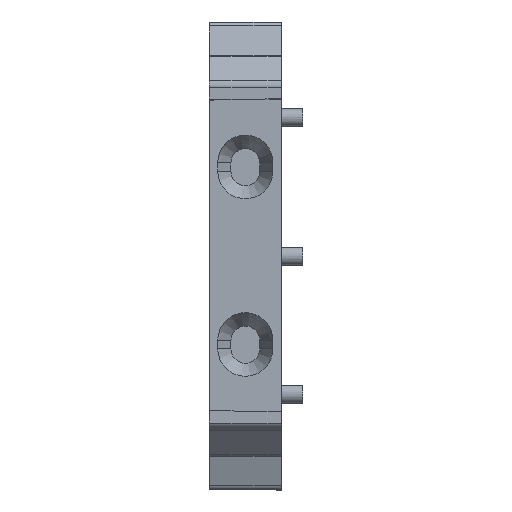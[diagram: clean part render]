
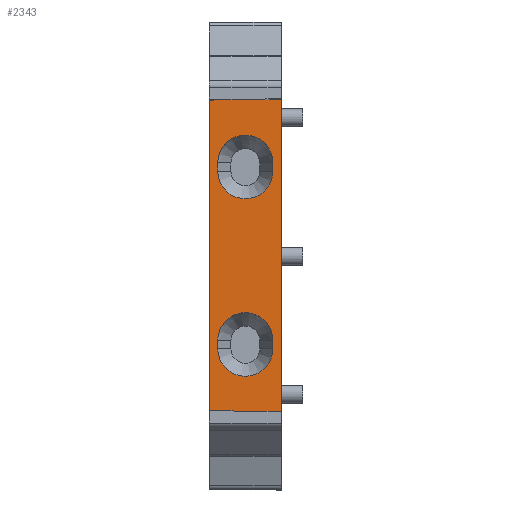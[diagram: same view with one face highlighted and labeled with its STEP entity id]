
A CAD part, top view. The second image highlights one B-rep face of the part: STEP entity #2343.
In plain terms, the highlighted planar face has unit normal (0, 0, 1).
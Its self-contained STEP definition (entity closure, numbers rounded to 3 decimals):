
#2216=AXIS2_PLACEMENT_3D('Plane Axis2P3D',#2213,#2214,#2215) ;
#2245=AXIS2_PLACEMENT_3D('Circle Axis2P3D',#2243,#2244,$) ;
#2261=AXIS2_PLACEMENT_3D('Circle Axis2P3D',#2259,#2260,$) ;
#2268=AXIS2_PLACEMENT_3D('Circle Axis2P3D',#2266,#2267,$) ;
#2282=AXIS2_PLACEMENT_3D('Circle Axis2P3D',#2280,#2281,$) ;
#2295=AXIS2_PLACEMENT_3D('Circle Axis2P3D',#2293,#2294,$) ;
#2304=AXIS2_PLACEMENT_3D('Circle Axis2P3D',#2302,#2303,$) ;
#2318=AXIS2_PLACEMENT_3D('Circle Axis2P3D',#2316,#2317,$) ;
#2325=AXIS2_PLACEMENT_3D('Circle Axis2P3D',#2323,#2324,$) ;
#2121=CARTESIAN_POINT('Vertex',(6.,32.526,44.4)) ;
#2189=CARTESIAN_POINT('Vertex',(0.,32.474,44.4)) ;
#2192=CARTESIAN_POINT('Line Origine',(3.,32.5,44.4)) ;
#2213=CARTESIAN_POINT('Axis2P3D Location',(6.,6.474,44.4)) ;
#2218=CARTESIAN_POINT('Line Origine',(0.,19.5,44.4)) ;
#2222=CARTESIAN_POINT('Vertex',(0.,6.526,44.4)) ;
#2225=CARTESIAN_POINT('Line Origine',(3.,6.5,44.4)) ;
#2229=CARTESIAN_POINT('Vertex',(6.,6.474,44.4)) ;
#2232=CARTESIAN_POINT('Line Origine',(6.,19.5,44.4)) ;
#2243=CARTESIAN_POINT('Axis2P3D Location',(3.,11.75,44.4)) ;
#2247=CARTESIAN_POINT('Vertex',(3.,9.45,44.4)) ;
#2249=CARTESIAN_POINT('Vertex',(0.7,11.75,44.4)) ;
#2252=CARTESIAN_POINT('Line Origine',(0.7,12.1,44.4)) ;
#2256=CARTESIAN_POINT('Vertex',(0.7,12.45,44.4)) ;
#2259=CARTESIAN_POINT('Axis2P3D Location',(3.,12.45,44.4)) ;
#2263=CARTESIAN_POINT('Vertex',(3.,14.75,44.4)) ;
#2266=CARTESIAN_POINT('Axis2P3D Location',(3.,12.45,44.4)) ;
#2270=CARTESIAN_POINT('Vertex',(5.3,12.45,44.4)) ;
#2273=CARTESIAN_POINT('Line Origine',(5.3,12.1,44.4)) ;
#2277=CARTESIAN_POINT('Vertex',(5.3,11.75,44.4)) ;
#2280=CARTESIAN_POINT('Axis2P3D Location',(3.,11.75,44.4)) ;
#2293=CARTESIAN_POINT('Axis2P3D Location',(3.,26.55,44.4)) ;
#2297=CARTESIAN_POINT('Vertex',(3.,24.25,44.4)) ;
#2299=CARTESIAN_POINT('Vertex',(5.3,26.55,44.4)) ;
#2302=CARTESIAN_POINT('Axis2P3D Location',(3.,26.55,44.4)) ;
#2306=CARTESIAN_POINT('Vertex',(0.7,26.55,44.4)) ;
#2309=CARTESIAN_POINT('Line Origine',(0.7,26.9,44.4)) ;
#2313=CARTESIAN_POINT('Vertex',(0.7,27.25,44.4)) ;
#2316=CARTESIAN_POINT('Axis2P3D Location',(3.,27.25,44.4)) ;
#2320=CARTESIAN_POINT('Vertex',(3.,29.55,44.4)) ;
#2323=CARTESIAN_POINT('Axis2P3D Location',(3.,27.25,44.4)) ;
#2327=CARTESIAN_POINT('Vertex',(5.3,27.25,44.4)) ;
#2330=CARTESIAN_POINT('Line Origine',(5.3,26.9,44.4)) ;
#2193=DIRECTION('Vector Direction',(-1.,-0.009,0.)) ;
#2214=DIRECTION('Axis2P3D Direction',(0.,0.,1.)) ;
#2215=DIRECTION('Axis2P3D XDirection',(0.,1.,0.)) ;
#2219=DIRECTION('Vector Direction',(0.,-1.,0.)) ;
#2226=DIRECTION('Vector Direction',(-1.,0.009,0.)) ;
#2233=DIRECTION('Vector Direction',(0.,1.,0.)) ;
#2244=DIRECTION('Axis2P3D Direction',(0.,0.,1.)) ;
#2253=DIRECTION('Vector Direction',(0.,1.,0.)) ;
#2260=DIRECTION('Axis2P3D Direction',(0.,0.,1.)) ;
#2267=DIRECTION('Axis2P3D Direction',(0.,0.,1.)) ;
#2274=DIRECTION('Vector Direction',(0.,-1.,0.)) ;
#2281=DIRECTION('Axis2P3D Direction',(0.,0.,1.)) ;
#2294=DIRECTION('Axis2P3D Direction',(0.,0.,1.)) ;
#2303=DIRECTION('Axis2P3D Direction',(0.,0.,1.)) ;
#2310=DIRECTION('Vector Direction',(0.,1.,0.)) ;
#2317=DIRECTION('Axis2P3D Direction',(0.,0.,1.)) ;
#2324=DIRECTION('Axis2P3D Direction',(0.,0.,1.)) ;
#2331=DIRECTION('Vector Direction',(0.,-1.,0.)) ;
#2194=VECTOR('Line Direction',#2193,1.) ;
#2220=VECTOR('Line Direction',#2219,1.) ;
#2227=VECTOR('Line Direction',#2226,1.) ;
#2234=VECTOR('Line Direction',#2233,1.) ;
#2254=VECTOR('Line Direction',#2253,1.) ;
#2275=VECTOR('Line Direction',#2274,1.) ;
#2311=VECTOR('Line Direction',#2310,1.) ;
#2332=VECTOR('Line Direction',#2331,1.) ;
#2238=ORIENTED_EDGE('',*,*,#2196,.T.) ;
#2239=ORIENTED_EDGE('',*,*,#2224,.T.) ;
#2240=ORIENTED_EDGE('',*,*,#2231,.T.) ;
#2241=ORIENTED_EDGE('',*,*,#2236,.F.) ;
#2286=ORIENTED_EDGE('',*,*,#2251,.T.) ;
#2287=ORIENTED_EDGE('',*,*,#2258,.T.) ;
#2288=ORIENTED_EDGE('',*,*,#2265,.F.) ;
#2289=ORIENTED_EDGE('',*,*,#2272,.T.) ;
#2290=ORIENTED_EDGE('',*,*,#2279,.F.) ;
#2291=ORIENTED_EDGE('',*,*,#2284,.F.) ;
#2336=ORIENTED_EDGE('',*,*,#2301,.F.) ;
#2337=ORIENTED_EDGE('',*,*,#2308,.T.) ;
#2338=ORIENTED_EDGE('',*,*,#2315,.F.) ;
#2339=ORIENTED_EDGE('',*,*,#2322,.F.) ;
#2340=ORIENTED_EDGE('',*,*,#2329,.T.) ;
#2341=ORIENTED_EDGE('',*,*,#2334,.T.) ;
#2292=FACE_BOUND('',#2285,.T.) ;
#2342=FACE_BOUND('',#2335,.T.) ;
#2343=ADVANCED_FACE('K\X2\00F6\X0\rper.8',(#2242,#2292,#2342),#2217,.T.) ;
#2246=CIRCLE('generated circle',#2245,2.3) ;
#2262=CIRCLE('generated circle',#2261,2.3) ;
#2269=CIRCLE('generated circle',#2268,2.3) ;
#2283=CIRCLE('generated circle',#2282,2.3) ;
#2296=CIRCLE('generated circle',#2295,2.3) ;
#2305=CIRCLE('generated circle',#2304,2.3) ;
#2319=CIRCLE('generated circle',#2318,2.3) ;
#2326=CIRCLE('generated circle',#2325,2.3) ;
#2196=EDGE_CURVE('',#2122,#2190,#2195,.T.) ;
#2224=EDGE_CURVE('',#2190,#2223,#2221,.T.) ;
#2231=EDGE_CURVE('',#2223,#2230,#2228,.F.) ;
#2236=EDGE_CURVE('',#2122,#2230,#2235,.F.) ;
#2251=EDGE_CURVE('',#2248,#2250,#2246,.F.) ;
#2258=EDGE_CURVE('',#2250,#2257,#2255,.T.) ;
#2265=EDGE_CURVE('',#2264,#2257,#2262,.T.) ;
#2272=EDGE_CURVE('',#2264,#2271,#2269,.F.) ;
#2279=EDGE_CURVE('',#2278,#2271,#2276,.F.) ;
#2284=EDGE_CURVE('',#2248,#2278,#2283,.T.) ;
#2301=EDGE_CURVE('',#2298,#2300,#2296,.T.) ;
#2308=EDGE_CURVE('',#2298,#2307,#2305,.F.) ;
#2315=EDGE_CURVE('',#2314,#2307,#2312,.F.) ;
#2322=EDGE_CURVE('',#2321,#2314,#2319,.T.) ;
#2329=EDGE_CURVE('',#2321,#2328,#2326,.F.) ;
#2334=EDGE_CURVE('',#2328,#2300,#2333,.T.) ;
#2237=EDGE_LOOP('',(#2238,#2239,#2240,#2241)) ;
#2285=EDGE_LOOP('',(#2286,#2287,#2288,#2289,#2290,#2291)) ;
#2335=EDGE_LOOP('',(#2336,#2337,#2338,#2339,#2340,#2341)) ;
#2242=FACE_OUTER_BOUND('',#2237,.T.) ;
#2195=LINE('Line',#2192,#2194) ;
#2221=LINE('Line',#2218,#2220) ;
#2228=LINE('Line',#2225,#2227) ;
#2235=LINE('Line',#2232,#2234) ;
#2255=LINE('Line',#2252,#2254) ;
#2276=LINE('Line',#2273,#2275) ;
#2312=LINE('Line',#2309,#2311) ;
#2333=LINE('Line',#2330,#2332) ;
#2217=PLANE('',#2216) ;
#2122=VERTEX_POINT('',#2121) ;
#2190=VERTEX_POINT('',#2189) ;
#2223=VERTEX_POINT('',#2222) ;
#2230=VERTEX_POINT('',#2229) ;
#2248=VERTEX_POINT('',#2247) ;
#2250=VERTEX_POINT('',#2249) ;
#2257=VERTEX_POINT('',#2256) ;
#2264=VERTEX_POINT('',#2263) ;
#2271=VERTEX_POINT('',#2270) ;
#2278=VERTEX_POINT('',#2277) ;
#2298=VERTEX_POINT('',#2297) ;
#2300=VERTEX_POINT('',#2299) ;
#2307=VERTEX_POINT('',#2306) ;
#2314=VERTEX_POINT('',#2313) ;
#2321=VERTEX_POINT('',#2320) ;
#2328=VERTEX_POINT('',#2327) ;
